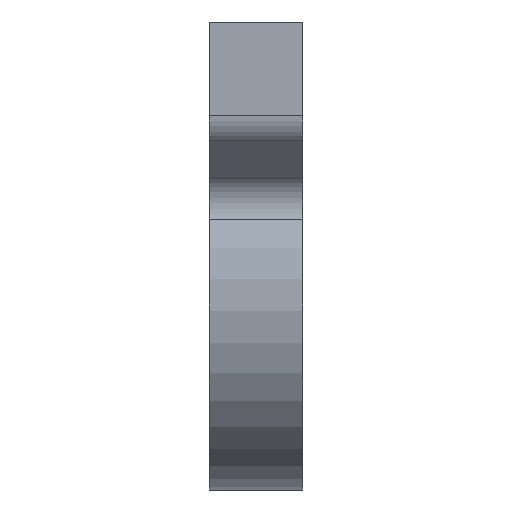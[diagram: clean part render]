
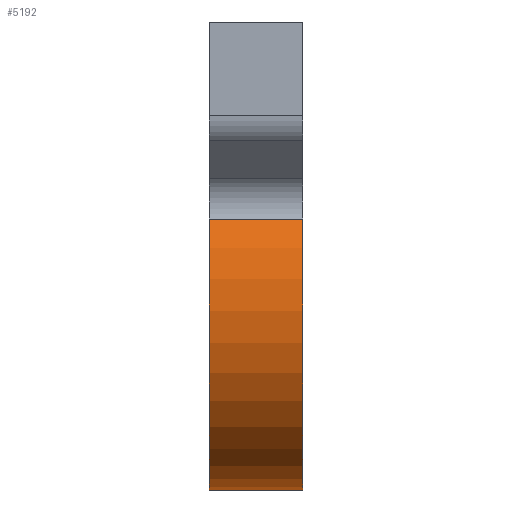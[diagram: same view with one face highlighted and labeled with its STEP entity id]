
A CAD part, left-side view. The second image highlights one B-rep face of the part: STEP entity #5192.
In plain terms, the highlighted cylindrical face has radius 16 mm (diameter 32 mm), a partial arc.
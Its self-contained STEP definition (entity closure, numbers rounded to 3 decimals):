
#948 = DIRECTION ( 'NONE',  ( 0., 0., -1. ) ) ;
#4247 = CARTESIAN_POINT ( 'NONE',  ( 0., 8., -16. ) ) ;
#5192 = ADVANCED_FACE ( 'NONE', ( #7195 ), #9236, .T. ) ;
#5317 = CARTESIAN_POINT ( 'NONE',  ( -14.308, 8., 7.162 ) ) ;
#5420 = EDGE_CURVE ( 'NONE', #12418, #18760, #18590, .T. ) ;
#5988 = CARTESIAN_POINT ( 'NONE',  ( 0., 0., 0. ) ) ;
#6283 = ORIENTED_EDGE ( 'NONE', *, *, #5420, .T. ) ;
#6781 = AXIS2_PLACEMENT_3D ( 'NONE', #5988, #24972, #12114 ) ;
#6908 = EDGE_LOOP ( 'NONE', ( #20804, #10131, #27084, #6283 ) ) ;
#7195 = FACE_OUTER_BOUND ( 'NONE', #6908, .T. ) ;
#7814 = VECTOR ( 'NONE', #15988, 1000. ) ;
#9236 = CYLINDRICAL_SURFACE ( 'NONE', #22521, 16. ) ;
#9310 = CARTESIAN_POINT ( 'NONE',  ( 0., 8., 0. ) ) ;
#9579 = CARTESIAN_POINT ( 'NONE',  ( 0., 8., 0. ) ) ;
#10131 = ORIENTED_EDGE ( 'NONE', *, *, #15734, .T. ) ;
#11995 = CARTESIAN_POINT ( 'NONE',  ( -14.308, 8., 7.162 ) ) ;
#12011 = EDGE_CURVE ( 'NONE', #15818, #12418, #14910, .T. ) ;
#12114 = DIRECTION ( 'NONE',  ( 0., 0., 1. ) ) ;
#12418 = VERTEX_POINT ( 'NONE', #13880 ) ;
#13052 = EDGE_CURVE ( 'NONE', #20814, #18760, #13532, .T. ) ;
#13474 = DIRECTION ( 'NONE',  ( 0., 1., 0. ) ) ;
#13532 = CIRCLE ( 'NONE', #22419, 16. ) ;
#13880 = CARTESIAN_POINT ( 'NONE',  ( -14.308, 0., 7.162 ) ) ;
#14910 = CIRCLE ( 'NONE', #6781, 16. ) ;
#15734 = EDGE_CURVE ( 'NONE', #20814, #15818, #24229, .T. ) ;
#15818 = VERTEX_POINT ( 'NONE', #26958 ) ;
#15988 = DIRECTION ( 'NONE',  ( 0., -1., 0. ) ) ;
#16583 = DIRECTION ( 'NONE',  ( 0., 1., 0. ) ) ;
#18590 = LINE ( 'NONE', #11995, #20624 ) ;
#18760 = VERTEX_POINT ( 'NONE', #5317 ) ;
#20624 = VECTOR ( 'NONE', #16583, 1000. ) ;
#20804 = ORIENTED_EDGE ( 'NONE', *, *, #13052, .F. ) ;
#20814 = VERTEX_POINT ( 'NONE', #4247 ) ;
#22214 = DIRECTION ( 'NONE',  ( 0., 0., 1. ) ) ;
#22419 = AXIS2_PLACEMENT_3D ( 'NONE', #9579, #13474, #22214 ) ;
#22521 = AXIS2_PLACEMENT_3D ( 'NONE', #9310, #22543, #948 ) ;
#22543 = DIRECTION ( 'NONE',  ( 0., -1., 0. ) ) ;
#24229 = LINE ( 'NONE', #26679, #7814 ) ;
#24972 = DIRECTION ( 'NONE',  ( 0., 1., 0. ) ) ;
#26679 = CARTESIAN_POINT ( 'NONE',  ( 0., 8., -16. ) ) ;
#26958 = CARTESIAN_POINT ( 'NONE',  ( 0., 0., -16. ) ) ;
#27084 = ORIENTED_EDGE ( 'NONE', *, *, #12011, .T. ) ;
